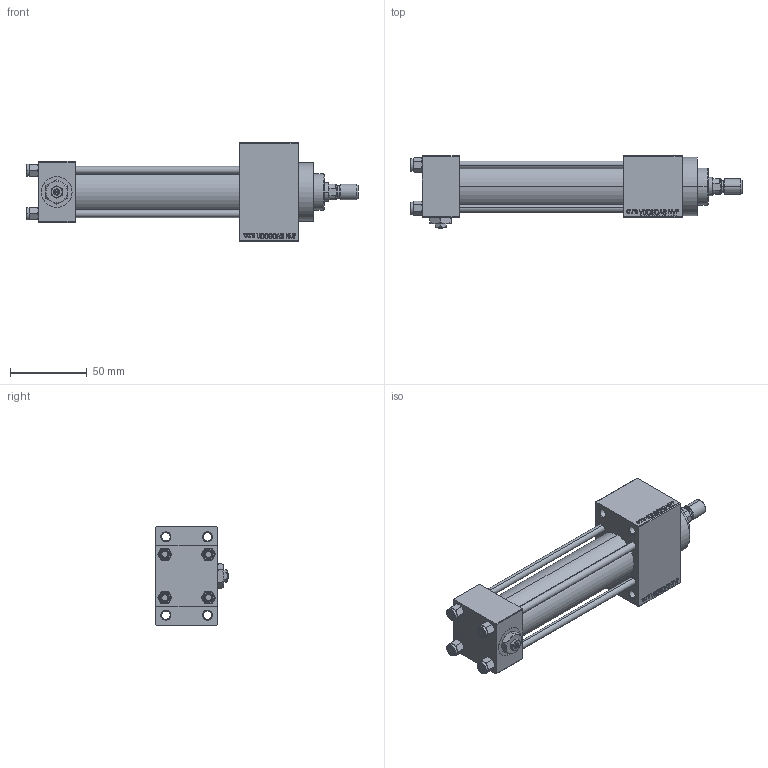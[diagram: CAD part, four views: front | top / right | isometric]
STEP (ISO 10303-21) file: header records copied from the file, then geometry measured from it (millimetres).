
FILE_DESCRIPTION (( 'STEP AP203' ), '1' );
FILE_NAME ('fa7e.STEP', '2022-06-01T06:31:09', ( '' ), ( '' ), 'SwSTEP 2.0', 'SolidWorks 2019', '' );
FILE_SCHEMA (( 'CONFIG_CONTROL_DESIGN' ));
Length unit declared in the file: millimetre
Products named in the file (8): V215_VC_A 77817ad841ff70b84f99be081c6527fb; fa7e; NUT_M5_D 77817ad841ff70b84f99be081c6527fb; V215CR_D_Body 77817ad841ff70b84f99be081c6527fb; V215CR_D_TYCINKA 77817ad841ff70b84f99be081c6527fb; V215CR_VCP_D 77817ad841ff70b84f99be081c6527fb; Zatka_pro_OIL_PORT 77817ad841ff70b84f99be081c6527fb; ROD_END_AH 77817ad841ff70b84f99be081c6527fb
Assembly tree (13 placements, depth 2):
  fa7e
    V215CR_D_Body 77817ad841ff70b84f99be081c6527fb
    V215CR_VCP_D 77817ad841ff70b84f99be081c6527fb
    NUT_M5_D 77817ad841ff70b84f99be081c6527fb  x4
    V215CR_D_TYCINKA 77817ad841ff70b84f99be081c6527fb  x4
    V215_VC_A 77817ad841ff70b84f99be081c6527fb
    ROD_END_AH 77817ad841ff70b84f99be081c6527fb
    Zatka_pro_OIL_PORT 77817ad841ff70b84f99be081c6527fb
Bounding box: 216 x 47 x 64 mm (x, y, z)
Volume: 202364.1 mm3; surface area: 79949.4 mm2
Topology: 13 solids, 13 shells, 1177 faces, 2898 edges, 1863 vertices
Faces by surface type: plane 525, bspline 368, cone 170, cylinder 104, torus 10
Entity records: 49442 total; most frequent: CARTESIAN_POINT 25601, ORIENTED_EDGE 5288, DIRECTION 3510, EDGE_CURVE 2644, VERTEX_POINT 1719, VECTOR 1554, LINE 1554, EDGE_LOOP 1195
